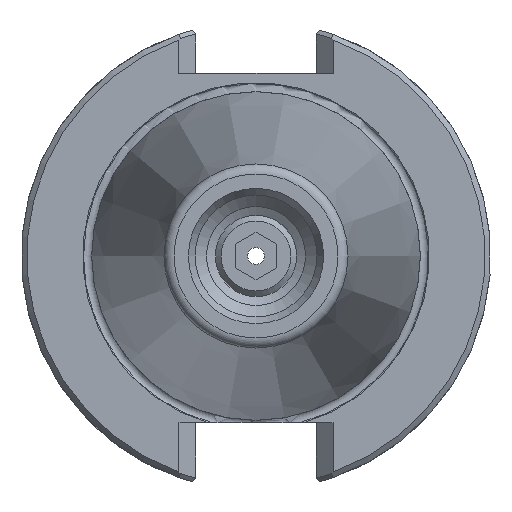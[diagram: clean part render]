
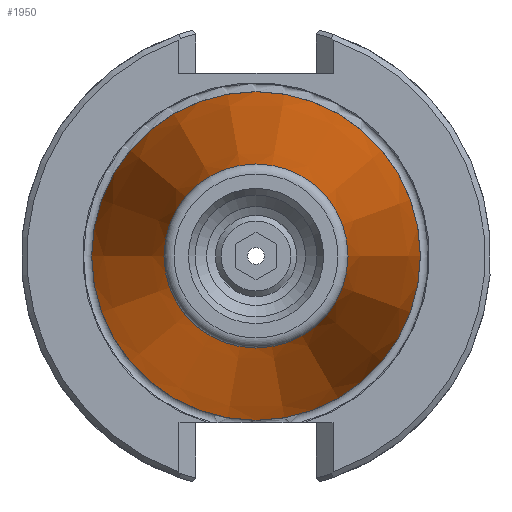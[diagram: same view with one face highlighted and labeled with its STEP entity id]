
A CAD part, left-side view. The second image highlights one B-rep face of the part: STEP entity #1950.
In plain terms, the highlighted conical face has half-angle 8.297 degrees and reference radius 17.248 mm.
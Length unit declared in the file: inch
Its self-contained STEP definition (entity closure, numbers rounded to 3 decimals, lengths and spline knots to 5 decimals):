
#128=CONICAL_SURFACE('',#2113,0.67904,8.297);
#455=FACE_BOUND('',#688,.T.);
#540=FACE_OUTER_BOUND('',#687,.T.);
#687=EDGE_LOOP('',(#1595));
#688=EDGE_LOOP('',(#1596));
#807=CIRCLE('',#2098,0.875);
#814=CIRCLE('',#2111,0.48982);
#970=VERTEX_POINT('',#3934);
#977=VERTEX_POINT('',#3954);
#1203=EDGE_CURVE('',#970,#970,#807,.T.);
#1210=EDGE_CURVE('',#977,#977,#814,.T.);
#1595=ORIENTED_EDGE('',*,*,#1203,.F.);
#1596=ORIENTED_EDGE('',*,*,#1210,.F.);
#1950=ADVANCED_FACE('',(#540,#455),#128,.T.);
#2098=AXIS2_PLACEMENT_3D('',#3935,#2464,#2465);
#2111=AXIS2_PLACEMENT_3D('',#3955,#2490,#2491);
#2113=AXIS2_PLACEMENT_3D('',#3957,#2494,#2495);
#2464=DIRECTION('center_axis',(1.,0.,0.));
#2465=DIRECTION('ref_axis',(0.,1.,0.));
#2490=DIRECTION('center_axis',(-1.,0.,0.));
#2491=DIRECTION('ref_axis',(0.,-1.,0.));
#2494=DIRECTION('center_axis',(1.,0.,0.));
#2495=DIRECTION('ref_axis',(0.,1.,0.));
#3934=CARTESIAN_POINT('',(0.,0.875,0.));
#3935=CARTESIAN_POINT('Origin',(0.,0.,0.));
#3954=CARTESIAN_POINT('',(-2.64129,0.48982,0.));
#3955=CARTESIAN_POINT('Origin',(-2.64129,0.,
0.));
#3957=CARTESIAN_POINT('Origin',(-1.34375,0.,0.));
